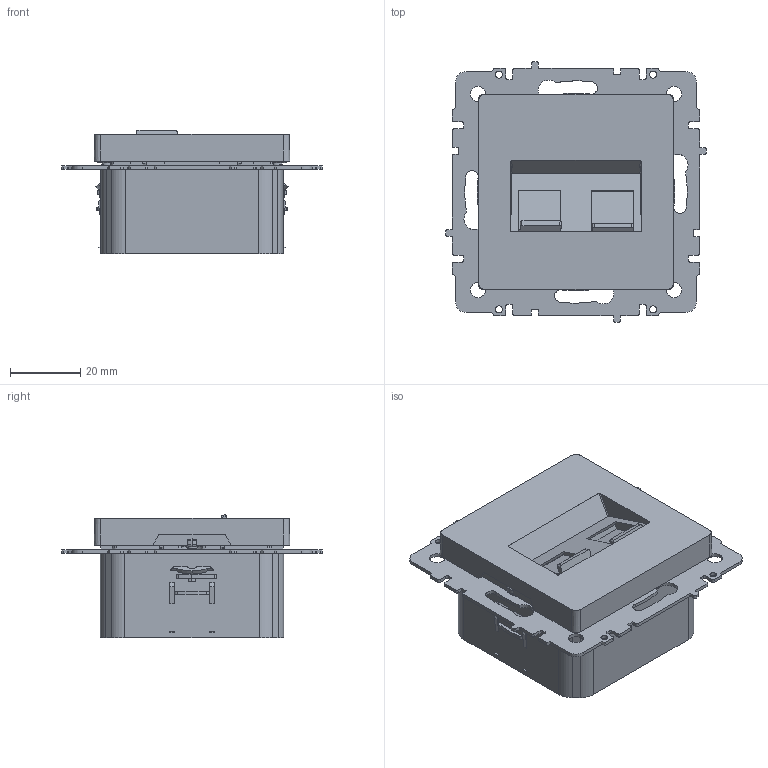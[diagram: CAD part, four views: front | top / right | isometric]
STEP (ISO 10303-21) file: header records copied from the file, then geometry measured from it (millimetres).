
FILE_DESCRIPTION (( 'STEP AP214' ), '1' );
FILE_NAME ('Ðîçåòêà 2 RJ45.STEP', '2025-04-08T07:52:14', ( '' ), ( '' ), 'SwSTEP 2.0', 'SolidWorks 2022', '' );
FILE_SCHEMA (( 'AUTOMOTIVE_DESIGN' ));
Length unit declared in the file: millimetre
Products named in the file (1): Розетка 2 RJ45
Bounding box: 74.4 x 74.4 x 35.15 mm (x, y, z)
Volume: 89934.5 mm3; surface area: 25224.8 mm2
Topology: 1 solids, 10 shells, 982 faces, 2803 edges, 1854 vertices
Faces by surface type: plane 661, cylinder 225, bspline 60, torus 20, cone 16
Entity records: 47716 total; most frequent: CARTESIAN_POINT 12461, ORIENTED_EDGE 5590, DIRECTION 4788, EDGE_CURVE 2795, LINE 2030, VECTOR 2030, VERTEX_POINT 1854, AXIS2_PLACEMENT_3D 1379
